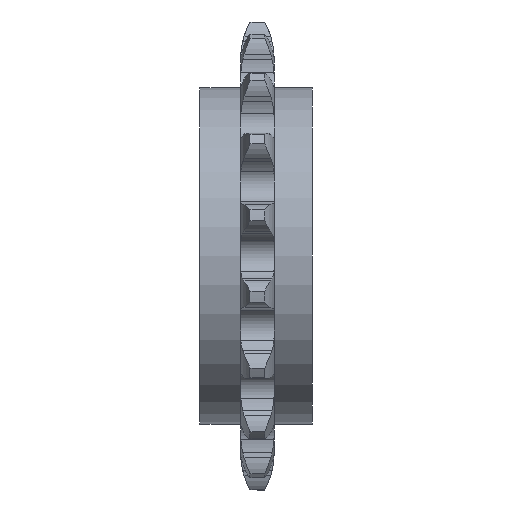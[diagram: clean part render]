
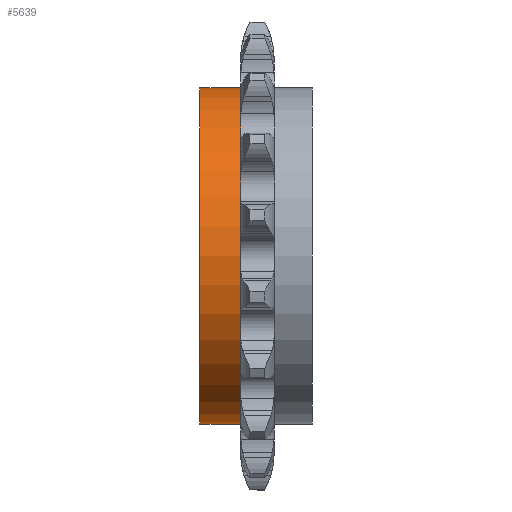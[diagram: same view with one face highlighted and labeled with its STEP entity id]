
A CAD part, front view. The second image highlights one B-rep face of the part: STEP entity #5639.
In plain terms, the highlighted cylindrical face has radius 21.5 mm (diameter 43 mm), a partial arc.
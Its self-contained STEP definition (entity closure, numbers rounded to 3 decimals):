
#729 = DIRECTION ( 'NONE',  ( -1., 0., 0. ) ) ;
#1029 = CIRCLE ( 'NONE', #3664, 21.5 ) ;
#1075 = DIRECTION ( 'NONE',  ( -1., 0., 0. ) ) ;
#1183 = AXIS2_PLACEMENT_3D ( 'NONE', #2615, #1075, #4686 ) ;
#1219 = CARTESIAN_POINT ( 'NONE',  ( 10., 0., 21.5 ) ) ;
#1255 = CARTESIAN_POINT ( 'NONE',  ( -4.35, 0., 0. ) ) ;
#1526 = AXIS2_PLACEMENT_3D ( 'NONE', #1255, #729, #2694 ) ;
#1944 = DIRECTION ( 'NONE',  ( 0., 0., -1. ) ) ;
#1959 = VERTEX_POINT ( 'NONE', #9025 ) ;
#2412 = DIRECTION ( 'NONE',  ( -1., 0., 0. ) ) ;
#2615 = CARTESIAN_POINT ( 'NONE',  ( 10., 0., 0. ) ) ;
#2694 = DIRECTION ( 'NONE',  ( 0., 0., 1. ) ) ;
#2789 = ORIENTED_EDGE ( 'NONE', *, *, #5607, .T. ) ;
#2942 = VECTOR ( 'NONE', #2412, 1000. ) ;
#3230 = DIRECTION ( 'NONE',  ( -1., 0., 0. ) ) ;
#3562 = CARTESIAN_POINT ( 'NONE',  ( 0.856, 0., -21.5 ) ) ;
#3664 = AXIS2_PLACEMENT_3D ( 'NONE', #3913, #3230, #1944 ) ;
#3913 = CARTESIAN_POINT ( 'NONE',  ( 0.856, 0., 0. ) ) ;
#3982 = CYLINDRICAL_SURFACE ( 'NONE', #1183, 21.5 ) ;
#3990 = ORIENTED_EDGE ( 'NONE', *, *, #8245, .F. ) ;
#4569 = VERTEX_POINT ( 'NONE', #3562 ) ;
#4681 = CARTESIAN_POINT ( 'NONE',  ( -4.35, 0., -21.5 ) ) ;
#4686 = DIRECTION ( 'NONE',  ( 0., 0., 1. ) ) ;
#4721 = VERTEX_POINT ( 'NONE', #4681 ) ;
#4725 = LINE ( 'NONE', #1219, #7484 ) ;
#4925 = CIRCLE ( 'NONE', #1526, 21.5 ) ;
#5059 = ORIENTED_EDGE ( 'NONE', *, *, #8693, .F. ) ;
#5537 = VERTEX_POINT ( 'NONE', #7783 ) ;
#5607 = EDGE_CURVE ( 'NONE', #5537, #1959, #4725, .T. ) ;
#5639 = ADVANCED_FACE ( 'NONE', ( #7460 ), #3982, .T. ) ;
#5919 = CARTESIAN_POINT ( 'NONE',  ( 10., 0., -21.5 ) ) ;
#6052 = EDGE_LOOP ( 'NONE', ( #5059, #6350, #2789, #3990 ) ) ;
#6150 = EDGE_CURVE ( 'NONE', #4569, #5537, #1029, .T. ) ;
#6350 = ORIENTED_EDGE ( 'NONE', *, *, #6150, .T. ) ;
#6625 = LINE ( 'NONE', #5919, #2942 ) ;
#7359 = DIRECTION ( 'NONE',  ( -1., 0., 0. ) ) ;
#7460 = FACE_OUTER_BOUND ( 'NONE', #6052, .T. ) ;
#7484 = VECTOR ( 'NONE', #7359, 1000. ) ;
#7783 = CARTESIAN_POINT ( 'NONE',  ( 0.856, 0., 21.5 ) ) ;
#8245 = EDGE_CURVE ( 'NONE', #4721, #1959, #4925, .T. ) ;
#8693 = EDGE_CURVE ( 'NONE', #4569, #4721, #6625, .T. ) ;
#9025 = CARTESIAN_POINT ( 'NONE',  ( -4.35, 0., 21.5 ) ) ;
